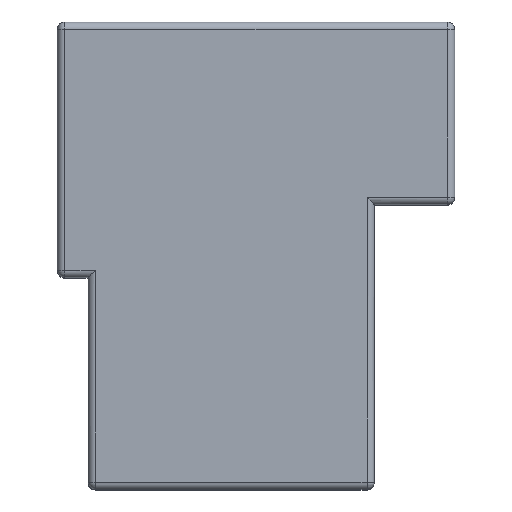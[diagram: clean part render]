
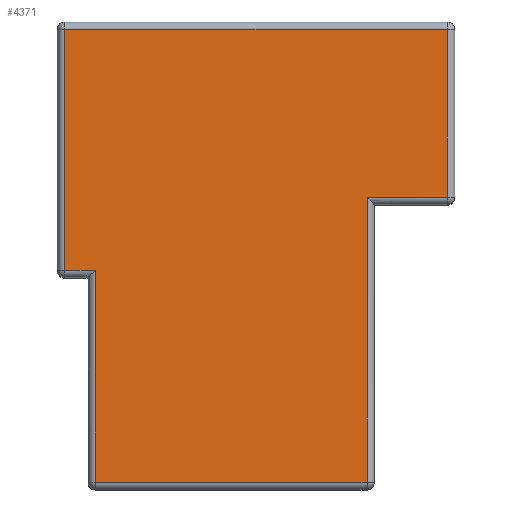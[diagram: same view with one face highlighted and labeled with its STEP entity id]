
A CAD part, top view. The second image highlights one B-rep face of the part: STEP entity #4371.
In plain terms, the highlighted planar face has unit normal (0, 0, 1).
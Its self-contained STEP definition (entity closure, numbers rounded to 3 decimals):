
#49 = VERTEX_POINT ( 'NONE', #9455 ) ;
#169 = LINE ( 'NONE', #1709, #2408 ) ;
#322 = DIRECTION ( 'NONE',  ( 1., 0., 0. ) ) ;
#520 = VERTEX_POINT ( 'NONE', #16113 ) ;
#808 = VECTOR ( 'NONE', #9827, 1000. ) ;
#957 = CARTESIAN_POINT ( 'NONE',  ( -13.1, 15.5, 20. ) ) ;
#1020 = DIRECTION ( 'NONE',  ( 1., 0., 0. ) ) ;
#1705 = DIRECTION ( 'NONE',  ( 0., -1., 0. ) ) ;
#1709 = CARTESIAN_POINT ( 'NONE',  ( 7.6, 3.5, 20. ) ) ;
#1718 = LINE ( 'NONE', #8039, #3218 ) ;
#1802 = DIRECTION ( 'NONE',  ( 1., 0., 0. ) ) ;
#2147 = LINE ( 'NONE', #13383, #808 ) ;
#2408 = VECTOR ( 'NONE', #5491, 1000. ) ;
#3218 = VECTOR ( 'NONE', #1802, 1000. ) ;
#3650 = LINE ( 'NONE', #15112, #13904 ) ;
#3842 = CARTESIAN_POINT ( 'NONE',  ( 7.6, -15.5, 20. ) ) ;
#4028 = EDGE_CURVE ( 'NONE', #5365, #7153, #3650, .T. ) ;
#4371 = ADVANCED_FACE ( 'NONE', ( #5112 ), #12787, .T. ) ;
#4570 = VECTOR ( 'NONE', #5743, 1000. ) ;
#5112 = FACE_OUTER_BOUND ( 'NONE', #12877, .T. ) ;
#5179 = EDGE_CURVE ( 'NONE', #14614, #6797, #169, .T. ) ;
#5298 = ORIENTED_EDGE ( 'NONE', *, *, #6973, .T. ) ;
#5365 = VERTEX_POINT ( 'NONE', #7267 ) ;
#5491 = DIRECTION ( 'NONE',  ( 0., 1., 0. ) ) ;
#5743 = DIRECTION ( 'NONE',  ( 1., 0., 0. ) ) ;
#6056 = LINE ( 'NONE', #9716, #7973 ) ;
#6389 = DIRECTION ( 'NONE',  ( 0., 0., 1. ) ) ;
#6543 = LINE ( 'NONE', #7953, #13147 ) ;
#6797 = VERTEX_POINT ( 'NONE', #7885 ) ;
#6801 = LINE ( 'NONE', #8116, #4570 ) ;
#6973 = EDGE_CURVE ( 'NONE', #7755, #5365, #1718, .T. ) ;
#7153 = VERTEX_POINT ( 'NONE', #12205 ) ;
#7163 = CARTESIAN_POINT ( 'NONE',  ( 13.6, 4., 20. ) ) ;
#7267 = CARTESIAN_POINT ( 'NONE',  ( -11., -1., 20. ) ) ;
#7755 = VERTEX_POINT ( 'NONE', #14848 ) ;
#7885 = CARTESIAN_POINT ( 'NONE',  ( 7.6, 4., 20. ) ) ;
#7953 = CARTESIAN_POINT ( 'NONE',  ( -13.1, -1.5, 20. ) ) ;
#7973 = VECTOR ( 'NONE', #14911, 1000. ) ;
#7984 = EDGE_CURVE ( 'NONE', #7153, #14614, #6801, .T. ) ;
#8033 = EDGE_CURVE ( 'NONE', #49, #520, #6056, .T. ) ;
#8039 = CARTESIAN_POINT ( 'NONE',  ( -11.5, -1., 20. ) ) ;
#8116 = CARTESIAN_POINT ( 'NONE',  ( 8.1, -15.5, 20. ) ) ;
#8531 = EDGE_CURVE ( 'NONE', #6797, #49, #13405, .T. ) ;
#8868 = EDGE_CURVE ( 'NONE', #11520, #7755, #6543, .T. ) ;
#9099 = ORIENTED_EDGE ( 'NONE', *, *, #8868, .T. ) ;
#9455 = CARTESIAN_POINT ( 'NONE',  ( 13.1, 4., 20. ) ) ;
#9716 = CARTESIAN_POINT ( 'NONE',  ( 13.1, 16., 20. ) ) ;
#9827 = DIRECTION ( 'NONE',  ( -1., 0., 0. ) ) ;
#10021 = VECTOR ( 'NONE', #1020, 1000. ) ;
#10586 = ORIENTED_EDGE ( 'NONE', *, *, #8033, .T. ) ;
#11520 = VERTEX_POINT ( 'NONE', #957 ) ;
#12205 = CARTESIAN_POINT ( 'NONE',  ( -11., -15.5, 20. ) ) ;
#12433 = ORIENTED_EDGE ( 'NONE', *, *, #4028, .T. ) ;
#12610 = CARTESIAN_POINT ( 'NONE',  ( 0., 0., 20. ) ) ;
#12787 = PLANE ( 'NONE',  #15009 ) ;
#12828 = ORIENTED_EDGE ( 'NONE', *, *, #7984, .T. ) ;
#12877 = EDGE_LOOP ( 'NONE', ( #10586, #14013, #9099, #5298, #12433, #12828, #12995, #15821 ) ) ;
#12995 = ORIENTED_EDGE ( 'NONE', *, *, #5179, .T. ) ;
#13065 = EDGE_CURVE ( 'NONE', #520, #11520, #2147, .T. ) ;
#13147 = VECTOR ( 'NONE', #1705, 1000. ) ;
#13383 = CARTESIAN_POINT ( 'NONE',  ( -13.6, 15.5, 20. ) ) ;
#13405 = LINE ( 'NONE', #7163, #10021 ) ;
#13904 = VECTOR ( 'NONE', #14874, 1000. ) ;
#14013 = ORIENTED_EDGE ( 'NONE', *, *, #13065, .T. ) ;
#14614 = VERTEX_POINT ( 'NONE', #3842 ) ;
#14848 = CARTESIAN_POINT ( 'NONE',  ( -13.1, -1., 20. ) ) ;
#14874 = DIRECTION ( 'NONE',  ( 0., -1., 0. ) ) ;
#14911 = DIRECTION ( 'NONE',  ( 0., 1., 0. ) ) ;
#15009 = AXIS2_PLACEMENT_3D ( 'NONE', #12610, #6389, #322 ) ;
#15112 = CARTESIAN_POINT ( 'NONE',  ( -11., -16., 20. ) ) ;
#15821 = ORIENTED_EDGE ( 'NONE', *, *, #8531, .T. ) ;
#16113 = CARTESIAN_POINT ( 'NONE',  ( 13.1, 15.5, 20. ) ) ;
